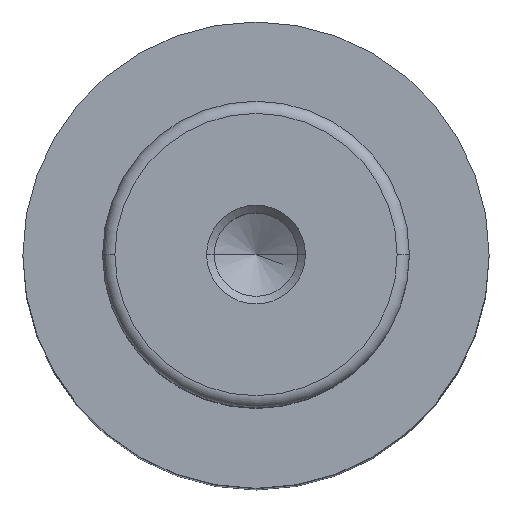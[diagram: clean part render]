
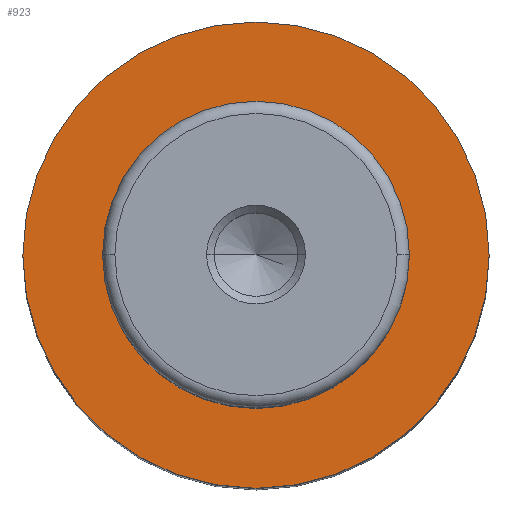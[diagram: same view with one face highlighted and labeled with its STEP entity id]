
A CAD part, top view. The second image highlights one B-rep face of the part: STEP entity #923.
In plain terms, the highlighted planar face has unit normal (0, 0, 1).
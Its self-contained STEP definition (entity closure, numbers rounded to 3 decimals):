
#21 = AXIS2_PLACEMENT_3D ( 'NONE', #573, #838, #24 ) ;
#24 = DIRECTION ( 'NONE',  ( -1., 0., 0. ) ) ;
#33 = AXIS2_PLACEMENT_3D ( 'NONE', #174, #79, #913 ) ;
#79 = DIRECTION ( 'NONE',  ( 0., 0., -1. ) ) ;
#88 = ORIENTED_EDGE ( 'NONE', *, *, #454, .T. ) ;
#117 = CARTESIAN_POINT ( 'NONE',  ( 12.5, 0., 78. ) ) ;
#141 = CARTESIAN_POINT ( 'NONE',  ( 19., 0., 78. ) ) ;
#154 = PLANE ( 'NONE',  #422 ) ;
#174 = CARTESIAN_POINT ( 'NONE',  ( 0., 0., 78. ) ) ;
#188 = EDGE_LOOP ( 'NONE', ( #88, #365 ) ) ;
#233 = DIRECTION ( 'NONE',  ( -1., 0., 0. ) ) ;
#241 = DIRECTION ( 'NONE',  ( 0., 0., 1. ) ) ;
#269 = CIRCLE ( 'NONE', #976, 12.5 ) ;
#273 = ORIENTED_EDGE ( 'NONE', *, *, #502, .F. ) ;
#365 = ORIENTED_EDGE ( 'NONE', *, *, #420, .T. ) ;
#394 = EDGE_LOOP ( 'NONE', ( #273, #1184 ) ) ;
#419 = CARTESIAN_POINT ( 'NONE',  ( -12.5, 0., 78. ) ) ;
#420 = EDGE_CURVE ( 'NONE', #806, #828, #269, .T. ) ;
#422 = AXIS2_PLACEMENT_3D ( 'NONE', #614, #241, #1163 ) ;
#434 = CARTESIAN_POINT ( 'NONE',  ( -19., 0., 78. ) ) ;
#437 = CIRCLE ( 'NONE', #33, 19. ) ;
#445 = CARTESIAN_POINT ( 'NONE',  ( 0., 0., 78. ) ) ;
#447 = DIRECTION ( 'NONE',  ( -1., 0., 0. ) ) ;
#454 = EDGE_CURVE ( 'NONE', #828, #806, #677, .T. ) ;
#502 = EDGE_CURVE ( 'NONE', #928, #887, #437, .T. ) ;
#573 = CARTESIAN_POINT ( 'NONE',  ( 0., 0., 78. ) ) ;
#579 = CIRCLE ( 'NONE', #21, 19. ) ;
#614 = CARTESIAN_POINT ( 'NONE',  ( -12.5, 0., 78. ) ) ;
#625 = FACE_BOUND ( 'NONE', #188, .T. ) ;
#666 = AXIS2_PLACEMENT_3D ( 'NONE', #686, #777, #233 ) ;
#677 = CIRCLE ( 'NONE', #666, 12.5 ) ;
#686 = CARTESIAN_POINT ( 'NONE',  ( 0., 0., 78. ) ) ;
#755 = EDGE_CURVE ( 'NONE', #887, #928, #579, .T. ) ;
#777 = DIRECTION ( 'NONE',  ( 0., 0., -1. ) ) ;
#797 = DIRECTION ( 'NONE',  ( 0., 0., -1. ) ) ;
#806 = VERTEX_POINT ( 'NONE', #117 ) ;
#828 = VERTEX_POINT ( 'NONE', #419 ) ;
#837 = FACE_OUTER_BOUND ( 'NONE', #394, .T. ) ;
#838 = DIRECTION ( 'NONE',  ( 0., 0., -1. ) ) ;
#887 = VERTEX_POINT ( 'NONE', #141 ) ;
#913 = DIRECTION ( 'NONE',  ( -1., 0., 0. ) ) ;
#923 = ADVANCED_FACE ( 'NONE', ( #625, #837 ), #154, .T. ) ;
#928 = VERTEX_POINT ( 'NONE', #434 ) ;
#976 = AXIS2_PLACEMENT_3D ( 'NONE', #445, #797, #447 ) ;
#1163 = DIRECTION ( 'NONE',  ( 1., 0., 0. ) ) ;
#1184 = ORIENTED_EDGE ( 'NONE', *, *, #755, .F. ) ;
